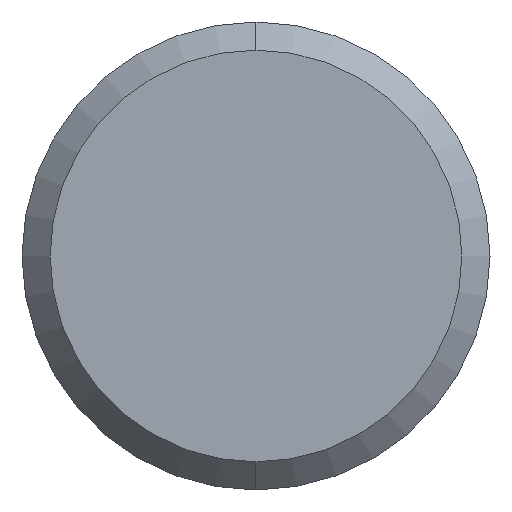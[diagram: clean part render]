
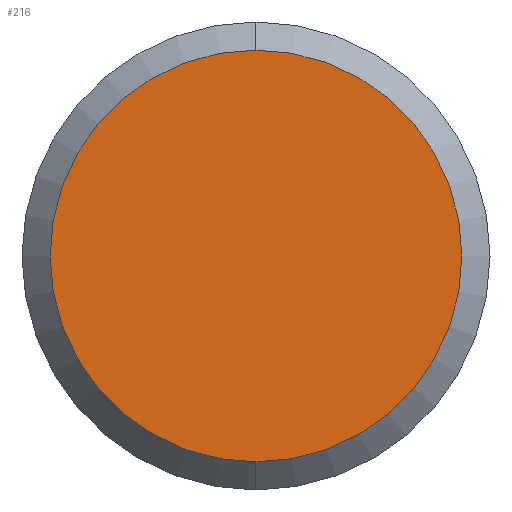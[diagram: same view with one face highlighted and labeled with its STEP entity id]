
A CAD part, left-side view. The second image highlights one B-rep face of the part: STEP entity #216.
In plain terms, the highlighted planar face has unit normal (-1, 0, 0).
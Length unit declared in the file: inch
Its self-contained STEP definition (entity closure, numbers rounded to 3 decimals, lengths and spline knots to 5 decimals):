
#31 = ORIENTED_EDGE ( 'NONE', *, *, #414, .T. ) ;
#46 = DIRECTION ( 'NONE',  ( 0., 0., -1. ) ) ;
#78 = VERTEX_POINT ( 'NONE', #292 ) ;
#140 = DIRECTION ( 'NONE',  ( -1., 0., 0. ) ) ;
#144 = CARTESIAN_POINT ( 'NONE',  ( 0., 0., -0.10985 ) ) ;
#160 = PLANE ( 'NONE',  #263 ) ;
#200 = AXIS2_PLACEMENT_3D ( 'NONE', #493, #381, #415 ) ;
#216 = ADVANCED_FACE ( 'NONE', ( #501 ), #160, .F. ) ;
#263 = AXIS2_PLACEMENT_3D ( 'NONE', #402, #336, #46 ) ;
#273 = EDGE_CURVE ( 'NONE', #78, #423, #382, .T. ) ;
#292 = CARTESIAN_POINT ( 'NONE',  ( 0., 0., 0.10985 ) ) ;
#303 = CIRCLE ( 'NONE', #200, 0.10985 ) ;
#336 = DIRECTION ( 'NONE',  ( 1., 0., 0. ) ) ;
#369 = AXIS2_PLACEMENT_3D ( 'NONE', #444, #140, #475 ) ;
#381 = DIRECTION ( 'NONE',  ( -1., 0., 0. ) ) ;
#382 = CIRCLE ( 'NONE', #369, 0.10985 ) ;
#396 = EDGE_LOOP ( 'NONE', ( #31, #473 ) ) ;
#402 = CARTESIAN_POINT ( 'NONE',  ( 0., 0., 0. ) ) ;
#414 = EDGE_CURVE ( 'NONE', #423, #78, #303, .T. ) ;
#415 = DIRECTION ( 'NONE',  ( 0., 0., -1. ) ) ;
#423 = VERTEX_POINT ( 'NONE', #144 ) ;
#444 = CARTESIAN_POINT ( 'NONE',  ( 0., 0., 0. ) ) ;
#473 = ORIENTED_EDGE ( 'NONE', *, *, #273, .T. ) ;
#475 = DIRECTION ( 'NONE',  ( 0., 0., -1. ) ) ;
#493 = CARTESIAN_POINT ( 'NONE',  ( 0., 0., 0. ) ) ;
#501 = FACE_OUTER_BOUND ( 'NONE', #396, .T. ) ;
